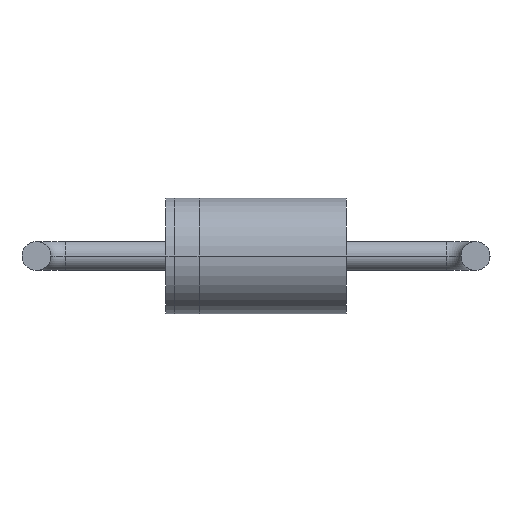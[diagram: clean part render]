
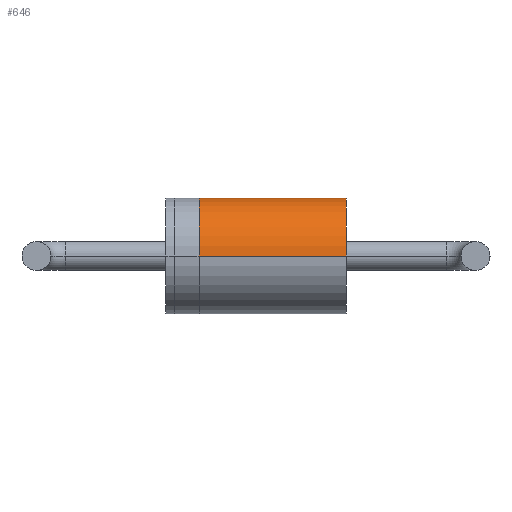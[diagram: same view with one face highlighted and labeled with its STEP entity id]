
A CAD part, front view. The second image highlights one B-rep face of the part: STEP entity #646.
In plain terms, the highlighted cylindrical face has radius 1.4 mm (diameter 2.8 mm), a partial arc.
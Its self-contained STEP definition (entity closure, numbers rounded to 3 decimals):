
#2 = CARTESIAN_POINT ( 'NONE',  ( -24.175, 0., 0. ) ) ;
#3 = CARTESIAN_POINT ( 'NONE',  ( -1.375, 1.4, 0. ) ) ;
#4 = VECTOR ( 'NONE', #724, 1000. ) ;
#45 = AXIS2_PLACEMENT_3D ( 'NONE', #3, #417, #633 ) ;
#53 = FACE_OUTER_BOUND ( 'NONE', #745, .T. ) ;
#120 = CARTESIAN_POINT ( 'NONE',  ( -1.375, 2.8, 0. ) ) ;
#165 = ORIENTED_EDGE ( 'NONE', *, *, #386, .F. ) ;
#183 = EDGE_CURVE ( 'NONE', #615, #365, #341, .T. ) ;
#292 = ORIENTED_EDGE ( 'NONE', *, *, #183, .T. ) ;
#309 = CARTESIAN_POINT ( 'NONE',  ( -24.175, 1.4, 0. ) ) ;
#327 = EDGE_CURVE ( 'NONE', #615, #441, #561, .T. ) ;
#341 = CIRCLE ( 'NONE', #661, 1.4 ) ;
#354 = CARTESIAN_POINT ( 'NONE',  ( -1.375, 0., 0. ) ) ;
#365 = VERTEX_POINT ( 'NONE', #755 ) ;
#386 = EDGE_CURVE ( 'NONE', #441, #787, #595, .T. ) ;
#407 = CARTESIAN_POINT ( 'NONE',  ( 2.175, 1.4, 0. ) ) ;
#417 = DIRECTION ( 'NONE',  ( -1., 0., 0. ) ) ;
#419 = DIRECTION ( 'NONE',  ( -1., 0., 0. ) ) ;
#428 = ORIENTED_EDGE ( 'NONE', *, *, #327, .F. ) ;
#441 = VERTEX_POINT ( 'NONE', #354 ) ;
#452 = CARTESIAN_POINT ( 'NONE',  ( 2.175, 0., 0. ) ) ;
#520 = DIRECTION ( 'NONE',  ( -1., 0., 0. ) ) ;
#524 = VECTOR ( 'NONE', #419, 1000. ) ;
#537 = LINE ( 'NONE', #854, #4 ) ;
#556 = DIRECTION ( 'NONE',  ( 0., -1., 0. ) ) ;
#561 = LINE ( 'NONE', #2, #524 ) ;
#595 = CIRCLE ( 'NONE', #45, 1.4 ) ;
#609 = AXIS2_PLACEMENT_3D ( 'NONE', #309, #520, #795 ) ;
#615 = VERTEX_POINT ( 'NONE', #452 ) ;
#621 = EDGE_CURVE ( 'NONE', #365, #787, #537, .T. ) ;
#633 = DIRECTION ( 'NONE',  ( 0., -1., 0. ) ) ;
#646 = ADVANCED_FACE ( 'NONE', ( #53 ), #691, .T. ) ;
#661 = AXIS2_PLACEMENT_3D ( 'NONE', #407, #822, #556 ) ;
#691 = CYLINDRICAL_SURFACE ( 'NONE', #609, 1.4 ) ;
#707 = ORIENTED_EDGE ( 'NONE', *, *, #621, .T. ) ;
#724 = DIRECTION ( 'NONE',  ( -1., 0., 0. ) ) ;
#745 = EDGE_LOOP ( 'NONE', ( #292, #707, #165, #428 ) ) ;
#755 = CARTESIAN_POINT ( 'NONE',  ( 2.175, 2.8, 0. ) ) ;
#787 = VERTEX_POINT ( 'NONE', #120 ) ;
#795 = DIRECTION ( 'NONE',  ( 0., -1., 0. ) ) ;
#822 = DIRECTION ( 'NONE',  ( -1., 0., 0. ) ) ;
#854 = CARTESIAN_POINT ( 'NONE',  ( -24.175, 2.8, 0. ) ) ;
